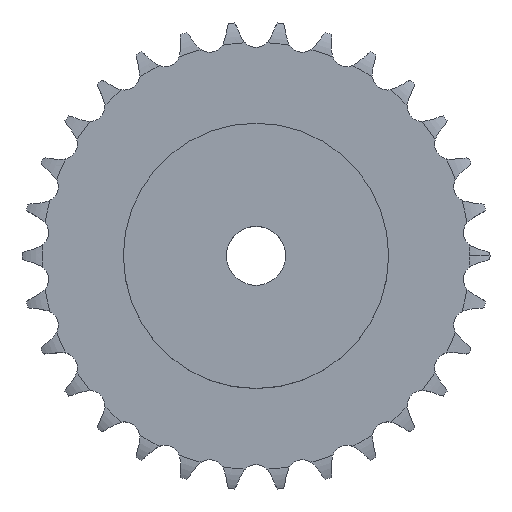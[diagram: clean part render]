
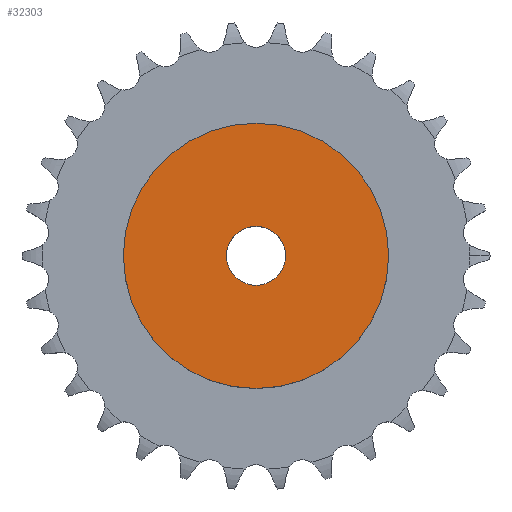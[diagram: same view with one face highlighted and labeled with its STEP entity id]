
A CAD part, top view. The second image highlights one B-rep face of the part: STEP entity #32303.
In plain terms, the highlighted planar face has unit normal (0, 0, 1).
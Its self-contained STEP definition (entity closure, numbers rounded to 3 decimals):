
#3900 = CYLINDRICAL_SURFACE('',#3901,45.);
#3901 = AXIS2_PLACEMENT_3D('',#3902,#3903,#3904);
#3902 = CARTESIAN_POINT('',(0.,0.,0.));
#3903 = DIRECTION('',(-0.,-0.,-1.));
#3904 = DIRECTION('',(1.,0.,0.));
#20254 = VERTEX_POINT('',#20255);
#20255 = CARTESIAN_POINT('',(45.,0.,35.));
#20276 = EDGE_CURVE('',#20254,#20254,#20277,.T.);
#20277 = SURFACE_CURVE('',#20278,(#20283,#20290),.PCURVE_S1.);
#20278 = CIRCLE('',#20279,45.);
#20279 = AXIS2_PLACEMENT_3D('',#20280,#20281,#20282);
#20280 = CARTESIAN_POINT('',(0.,0.,35.));
#20281 = DIRECTION('',(0.,0.,1.));
#20282 = DIRECTION('',(1.,0.,0.));
#20283 = PCURVE('',#3900,#20284);
#20284 = DEFINITIONAL_REPRESENTATION('',(#20285),#20289);
#20285 = LINE('',#20286,#20287);
#20286 = CARTESIAN_POINT('',(-0.,-35.));
#20287 = VECTOR('',#20288,1.);
#20288 = DIRECTION('',(-1.,0.));
#20289 = ( GEOMETRIC_REPRESENTATION_CONTEXT(2) 
PARAMETRIC_REPRESENTATION_CONTEXT() REPRESENTATION_CONTEXT('2D SPACE',''
  ) );
#20290 = PCURVE('',#20291,#20296);
#20291 = PLANE('',#20292);
#20292 = AXIS2_PLACEMENT_3D('',#20293,#20294,#20295);
#20293 = CARTESIAN_POINT('',(0.,0.,35.)
  );
#20294 = DIRECTION('',(0.,0.,1.));
#20295 = DIRECTION('',(1.,0.,0.));
#20296 = DEFINITIONAL_REPRESENTATION('',(#20297),#20301);
#20297 = CIRCLE('',#20298,45.);
#20298 = AXIS2_PLACEMENT_2D('',#20299,#20300);
#20299 = CARTESIAN_POINT('',(0.,0.));
#20300 = DIRECTION('',(1.,0.));
#20301 = ( GEOMETRIC_REPRESENTATION_CONTEXT(2) 
PARAMETRIC_REPRESENTATION_CONTEXT() REPRESENTATION_CONTEXT('2D SPACE',''
  ) );
#27364 = CYLINDRICAL_SURFACE('',#27365,10.);
#27365 = AXIS2_PLACEMENT_3D('',#27366,#27367,#27368);
#27366 = CARTESIAN_POINT('',(0.,0.,242.077));
#27367 = DIRECTION('',(0.,0.,1.));
#27368 = DIRECTION('',(1.,0.,0.));
#32303 = ADVANCED_FACE('',(#32304,#32307),#20291,.T.);
#32304 = FACE_BOUND('',#32305,.T.);
#32305 = EDGE_LOOP('',(#32306));
#32306 = ORIENTED_EDGE('',*,*,#20276,.T.);
#32307 = FACE_BOUND('',#32308,.T.);
#32308 = EDGE_LOOP('',(#32309));
#32309 = ORIENTED_EDGE('',*,*,#32310,.F.);
#32310 = EDGE_CURVE('',#32311,#32311,#32313,.T.);
#32311 = VERTEX_POINT('',#32312);
#32312 = CARTESIAN_POINT('',(10.,0.,35.));
#32313 = SURFACE_CURVE('',#32314,(#32319,#32326),.PCURVE_S1.);
#32314 = CIRCLE('',#32315,10.);
#32315 = AXIS2_PLACEMENT_3D('',#32316,#32317,#32318);
#32316 = CARTESIAN_POINT('',(0.,0.,35.));
#32317 = DIRECTION('',(0.,0.,1.));
#32318 = DIRECTION('',(1.,0.,0.));
#32319 = PCURVE('',#20291,#32320);
#32320 = DEFINITIONAL_REPRESENTATION('',(#32321),#32325);
#32321 = CIRCLE('',#32322,10.);
#32322 = AXIS2_PLACEMENT_2D('',#32323,#32324);
#32323 = CARTESIAN_POINT('',(0.,0.));
#32324 = DIRECTION('',(1.,0.));
#32325 = ( GEOMETRIC_REPRESENTATION_CONTEXT(2) 
PARAMETRIC_REPRESENTATION_CONTEXT() REPRESENTATION_CONTEXT('2D SPACE',''
  ) );
#32326 = PCURVE('',#27364,#32327);
#32327 = DEFINITIONAL_REPRESENTATION('',(#32328),#32332);
#32328 = LINE('',#32329,#32330);
#32329 = CARTESIAN_POINT('',(0.,-207.077));
#32330 = VECTOR('',#32331,1.);
#32331 = DIRECTION('',(1.,0.));
#32332 = ( GEOMETRIC_REPRESENTATION_CONTEXT(2) 
PARAMETRIC_REPRESENTATION_CONTEXT() REPRESENTATION_CONTEXT('2D SPACE',''
  ) );
